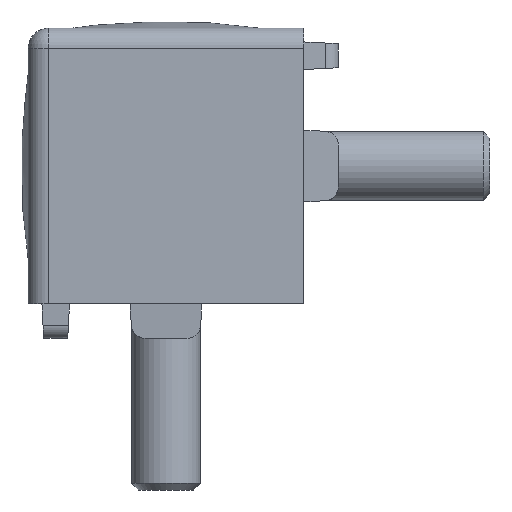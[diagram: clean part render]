
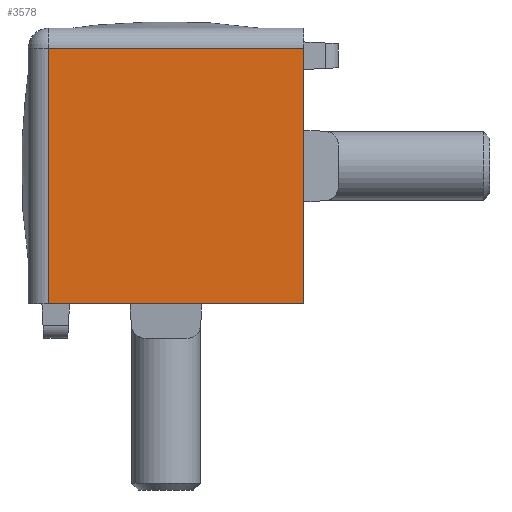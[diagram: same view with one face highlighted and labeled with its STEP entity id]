
A CAD part, front view. The second image highlights one B-rep face of the part: STEP entity #3578.
In plain terms, the highlighted planar face has unit normal (0, -1, 0).
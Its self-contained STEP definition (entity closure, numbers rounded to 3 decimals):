
#83=PLANE('',#3876);
#308=LINE('',#5485,#587);
#343=LINE('',#5585,#622);
#371=LINE('',#5666,#650);
#372=LINE('',#5667,#651);
#587=VECTOR('',#4340,18.5);
#622=VECTOR('',#4409,18.5);
#650=VECTOR('',#4465,18.5);
#651=VECTOR('',#4466,18.5);
#883=FACE_OUTER_BOUND('',#1105,.T.);
#1105=EDGE_LOOP('',(#2501,#2502,#2503,#2504));
#1517=VERTEX_POINT('',#5482);
#1518=VERTEX_POINT('',#5484);
#1566=VERTEX_POINT('',#5583);
#1605=VERTEX_POINT('',#5665);
#1858=EDGE_CURVE('',#1518,#1517,#308,.T.);
#1909=EDGE_CURVE('',#1566,#1517,#343,.T.);
#1949=EDGE_CURVE('',#1566,#1605,#371,.T.);
#1950=EDGE_CURVE('',#1605,#1518,#372,.T.);
#2501=ORIENTED_EDGE('',*,*,#1909,.F.);
#2502=ORIENTED_EDGE('',*,*,#1949,.T.);
#2503=ORIENTED_EDGE('',*,*,#1950,.T.);
#2504=ORIENTED_EDGE('',*,*,#1858,.T.);
#3578=ADVANCED_FACE('',(#883),#83,.F.);
#3876=AXIS2_PLACEMENT_3D('',#5664,#4463,#4464);
#4340=DIRECTION('',(1.,0.,0.));
#4409=DIRECTION('',(0.,0.,-1.));
#4463=DIRECTION('center_axis',(0.,1.,0.));
#4464=DIRECTION('ref_axis',(0.,0.,1.));
#4465=DIRECTION('',(-1.,0.,0.));
#4466=DIRECTION('',(0.,0.,-1.));
#5482=CARTESIAN_POINT('',(10.,-10.,-10.));
#5484=CARTESIAN_POINT('',(-8.5,-10.,-10.));
#5485=CARTESIAN_POINT('',(-8.5,-10.,-10.));
#5583=CARTESIAN_POINT('',(10.,-10.,8.5));
#5585=CARTESIAN_POINT('',(10.,-10.,8.5));
#5664=CARTESIAN_POINT('Origin',(-10.,-10.,10.));
#5665=CARTESIAN_POINT('',(-8.5,-10.,8.5));
#5666=CARTESIAN_POINT('',(10.,-10.,8.5));
#5667=CARTESIAN_POINT('',(-8.5,-10.,8.5));
